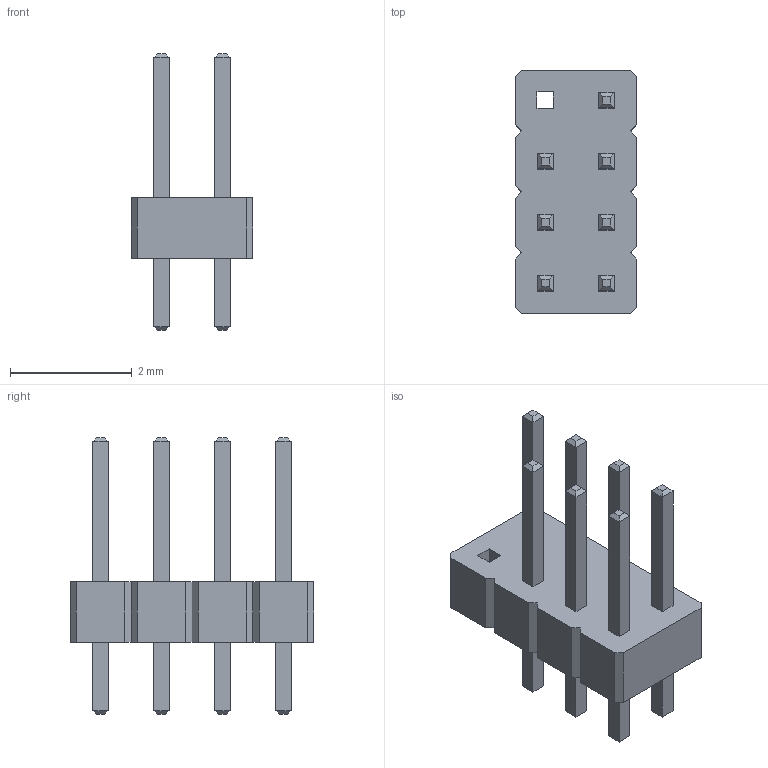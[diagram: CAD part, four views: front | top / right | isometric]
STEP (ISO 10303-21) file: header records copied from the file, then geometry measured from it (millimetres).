
FILE_DESCRIPTION(('FreeCAD Model'),'2;1');
FILE_NAME('PinHead7.step', '2020-05-26T15:28:12',('Author'),(''), 'Open CASCADE STEP processor 7.3','FreeCAD','Unknown');
FILE_SCHEMA(('AUTOMOTIVE_DESIGN { 1 0 10303 214 1 1 1 1 }'));
Length unit declared in the file: millimetre
Products named in the file (1): Cut
Bounding box: 2 x 4 x 4.54 mm (x, y, z)
Volume: 9.4 mm3; surface area: 53.4 mm2
Topology: 1 solids, 1 shells, 158 faces, 370 edges, 228 vertices
Faces by surface type: plane 158
Entity records: 10262 total; most frequent: CARTESIAN_POINT 1513, DIRECTION 1412, LINE 1094, VECTOR 1094, ORIENTED_EDGE 740, PCURVE 740, DEFINITIONAL_REPRESENTATION 740, EDGE_CURVE 370
